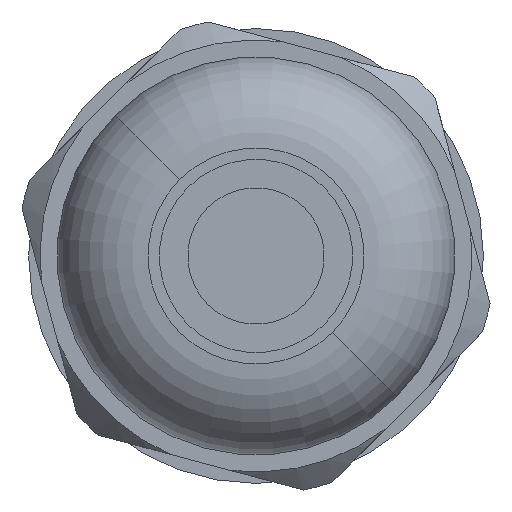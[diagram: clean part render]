
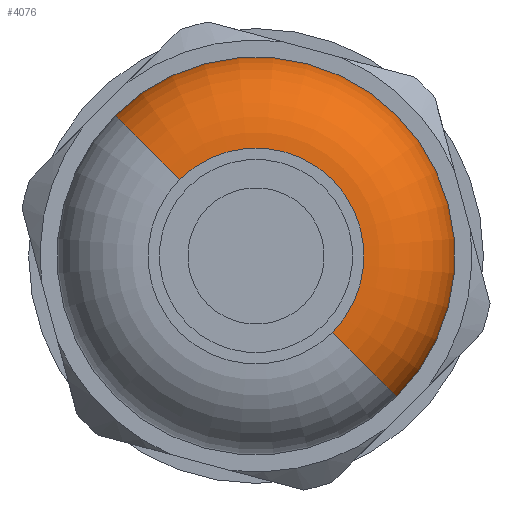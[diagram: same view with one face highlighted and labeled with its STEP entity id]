
A CAD part, front view. The second image highlights one B-rep face of the part: STEP entity #4076.
In plain terms, the highlighted toroidal (fillet/blend) face has major radius 4.75 mm and minor radius 4 mm.
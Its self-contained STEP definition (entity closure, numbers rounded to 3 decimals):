
#479=CARTESIAN_POINT('',(0.,-34.2,0.));
#480=DIRECTION('',(0.,1.,0.));
#481=DIRECTION('',(-0.707,0.,0.707));
#482=AXIS2_PLACEMENT_3D('',#479,#480,#481);
#484=CARTESIAN_POINT('',(-3.359,-34.2,3.359));
#485=DIRECTION('',(0.707,0.,0.707));
#486=DIRECTION('',(-0.707,0.,0.707));
#487=AXIS2_PLACEMENT_3D('',#484,#485,#486);
#489=CARTESIAN_POINT('',(3.359,-34.2,-3.359));
#490=DIRECTION('',(-0.707,0.,-0.707));
#491=DIRECTION('',(0.707,0.,-0.707));
#492=AXIS2_PLACEMENT_3D('',#489,#490,#491);
#522=CARTESIAN_POINT('',(0.,-38.2,0.));
#523=DIRECTION('',(0.,1.,0.));
#524=DIRECTION('',(-0.707,0.,0.707));
#525=AXIS2_PLACEMENT_3D('',#522,#523,#524);
#3186=CARTESIAN_POINT('',(6.187,-34.2,-6.187));
#3187=CARTESIAN_POINT('',(-6.187,-34.2,6.187));
#3188=VERTEX_POINT('',#3186);
#3189=VERTEX_POINT('',#3187);
#3190=CARTESIAN_POINT('',(3.359,-38.2,-3.359));
#3191=CARTESIAN_POINT('',(-3.359,-38.2,3.359));
#3192=VERTEX_POINT('',#3190);
#3193=VERTEX_POINT('',#3191);
#4062=CARTESIAN_POINT('',(0.,-34.2,0.));
#4063=DIRECTION('',(0.,-1.,0.));
#4064=DIRECTION('',(-0.715,0.,0.699));
#4065=AXIS2_PLACEMENT_3D('',#4062,#4063,#4064);
#4066=TOROIDAL_SURFACE('',#4065,4.75,4.);
#4067=ORIENTED_EDGE('',*,*,#4052,.T.);
#4069=ORIENTED_EDGE('',*,*,#4068,.T.);
#4071=ORIENTED_EDGE('',*,*,#4070,.F.);
#4073=ORIENTED_EDGE('',*,*,#4072,.F.);
#4074=EDGE_LOOP('',(#4067,#4069,#4071,#4073));
#4075=FACE_OUTER_BOUND('',#4074,.F.);
#483=CIRCLE('',#482,8.75);
#488=CIRCLE('',#487,4.);
#493=CIRCLE('',#492,4.);
#526=CIRCLE('',#525,4.75);
#4052=EDGE_CURVE('',#3189,#3188,#483,.T.);
#4068=EDGE_CURVE('',#3188,#3192,#493,.T.);
#4070=EDGE_CURVE('',#3193,#3192,#526,.T.);
#4072=EDGE_CURVE('',#3189,#3193,#488,.T.);
#4076=ADVANCED_FACE('',(#4075),#4066,.T.);
